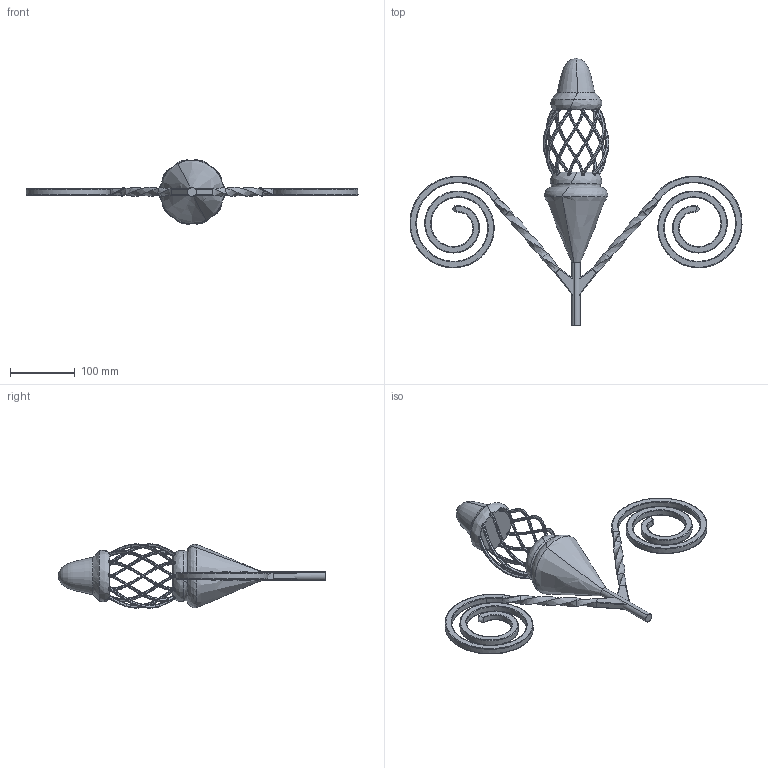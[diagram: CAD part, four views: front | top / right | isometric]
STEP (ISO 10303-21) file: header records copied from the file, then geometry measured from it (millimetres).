
FILE_DESCRIPTION(('FreeCAD Model'),'2;1');
FILE_NAME('Open CASCADE Shape Model','2025-05-05T04:45:49',('FreeCAD'),( 'FreeCAD'),'Open CASCADE STEP processor 7.6','FreeCAD','Unknown');
FILE_SCHEMA(('AUTOMOTIVE_DESIGN { 1 0 10303 214 1 1 1 1 }'));
Products named in the file (1): Open CASCADE STEP translator 7.6 1
Bounding box: 513.29 x 414.08 x 99.5 mm (x, y, z)
Volume: 908290.1 mm3; surface area: 144342.5 mm2
Topology: 9 solids, 9 shells, 450 faces, 1096 edges, 634 vertices
Faces by surface type: bspline 450
Entity records: 58266 total; most frequent: CARTESIAN_POINT 52062, ORIENTED_EDGE 2148, EDGE_CURVE 1074, B_SPLINE_CURVE_WITH_KNOTS 833, VERTEX_POINT 634, FACE_BOUND 460, EDGE_LOOP 460, ADVANCED_FACE 450
